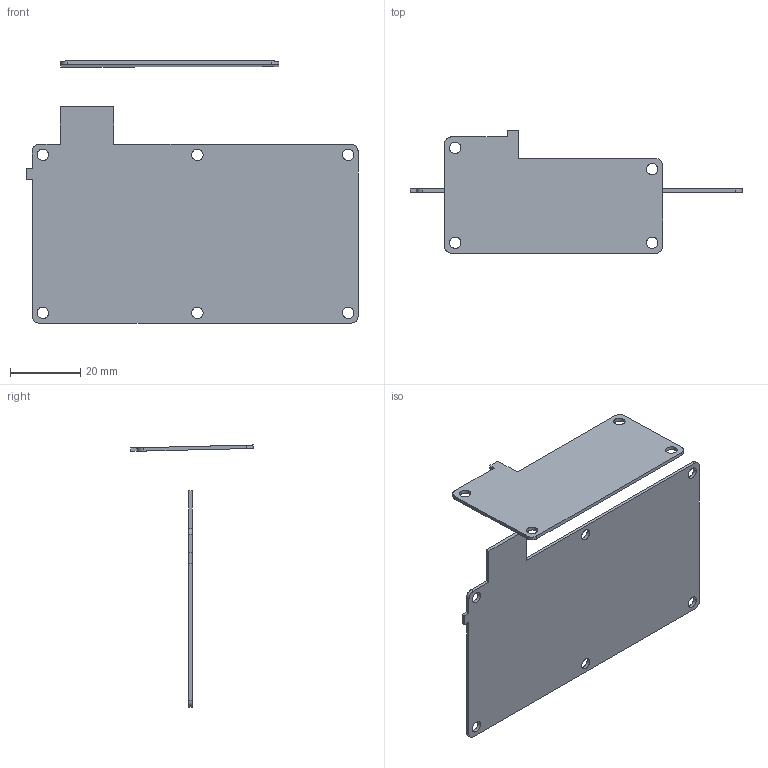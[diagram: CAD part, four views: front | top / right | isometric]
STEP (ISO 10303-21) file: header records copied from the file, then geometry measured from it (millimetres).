
FILE_DESCRIPTION(/* description */ (''),/* implementation_level */ '2;1');
FILE_NAME(/* name */ 'PCBs',/* time_stamp */ '2020-06-15T02:08:12-07:00',/* author */ (''),/* organization */ (''),/* preprocessor_version */ 'ST-DEVELOPER v16.5',/* originating_system */ '',/* authorisation */ '');
FILE_SCHEMA (('CONFIG_CONTROL_DESIGN'));
Length unit declared in the file: millimetre
Products named in the file (1): Document
Bounding box: 94.84 x 34.98 x 74.86 mm (x, y, z)
Volume: 6544.8 mm3; surface area: 13884.5 mm2
Topology: 2 solids, 2 shells, 42 faces, 114 edges, 76 vertices
Faces by surface type: bspline 36, plane 6
Entity records: 1544 total; most frequent: CARTESIAN_POINT 840, ORIENTED_EDGE 228, EDGE_CURVE 114, VERTEX_POINT 76, EDGE_LOOP 62, ADVANCED_FACE 42, FACE_OUTER_BOUND 42, FACE_BOUND 20
